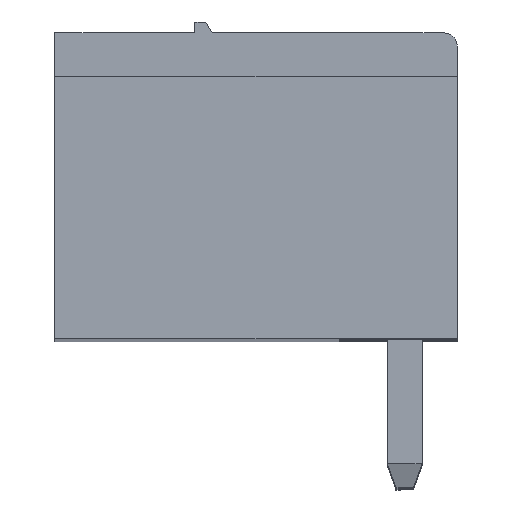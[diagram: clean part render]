
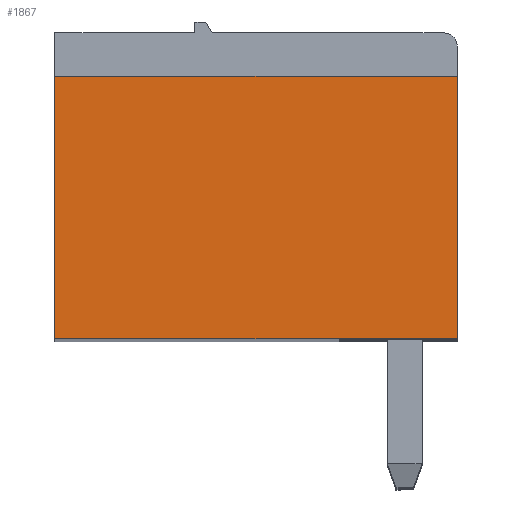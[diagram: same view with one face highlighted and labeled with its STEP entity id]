
A CAD part, top view. The second image highlights one B-rep face of the part: STEP entity #1867.
In plain terms, the highlighted planar face has unit normal (0, 0, 1).
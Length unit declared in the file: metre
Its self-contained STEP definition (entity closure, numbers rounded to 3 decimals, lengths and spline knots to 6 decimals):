
#1867=ADVANCED_FACE('',(#3887),#3888,.F.);
#3887=FACE_OUTER_BOUND('',#5981,.T.);
#3888=PLANE('',#5982);
#5981=EDGE_LOOP('',(#11832,#11833,#11834,#11835));
#5982=AXIS2_PLACEMENT_3D('',#11836,#11837,#11838);
#11832=ORIENTED_EDGE('',*,*,#14795,.F.);
#11833=ORIENTED_EDGE('',*,*,#14604,.T.);
#11834=ORIENTED_EDGE('',*,*,#14214,.T.);
#11835=ORIENTED_EDGE('',*,*,#14486,.F.);
#11836=CARTESIAN_POINT('',(-0.162627,0.00386,-0.010752));
#11837=DIRECTION('',(0.,0.,-1.0));
#11838=DIRECTION('',(0.0,-1.0,0.));
#14214=EDGE_CURVE('',#17735,#17809,#17811,.T.);
#14486=EDGE_CURVE('',#18158,#17809,#18160,.T.);
#14604=EDGE_CURVE('',#18296,#17735,#18297,.T.);
#14795=EDGE_CURVE('',#18296,#18158,#18513,.T.);
#17735=VERTEX_POINT('',#22744);
#17809=VERTEX_POINT('',#22861);
#17811=LINE('',#22864,#22865);
#18158=VERTEX_POINT('',#23391);
#18160=LINE('',#23394,#23395);
#18296=VERTEX_POINT('',#23604);
#18297=LINE('',#23605,#23606);
#18513=LINE('',#23916,#23917);
#22744=CARTESIAN_POINT('',(-0.162627,0.00386,-0.010752));
#22861=CARTESIAN_POINT('',(-0.153427,0.00386,-0.010752));
#22864=CARTESIAN_POINT('',(-0.162627,0.00386,-0.010752));
#22865=VECTOR('',#25615,1.0);
#23391=CARTESIAN_POINT('',(-0.153427,0.00986,-0.010752));
#23394=CARTESIAN_POINT('',(-0.153427,0.00386,-0.010752));
#23395=VECTOR('',#25811,1.0);
#23604=CARTESIAN_POINT('',(-0.162627,0.00986,-0.010752));
#23605=CARTESIAN_POINT('',(-0.162627,0.00386,-0.010752));
#23606=VECTOR('',#25900,1.0);
#23916=CARTESIAN_POINT('',(-0.162627,0.00986,-0.010752));
#23917=VECTOR('',#26142,1.0);
#25615=DIRECTION('',(1.0,0.,0.));
#25811=DIRECTION('',(0.,-1.0,0.));
#25900=DIRECTION('',(0.,-1.0,0.));
#26142=DIRECTION('',(1.0,0.,0.));
